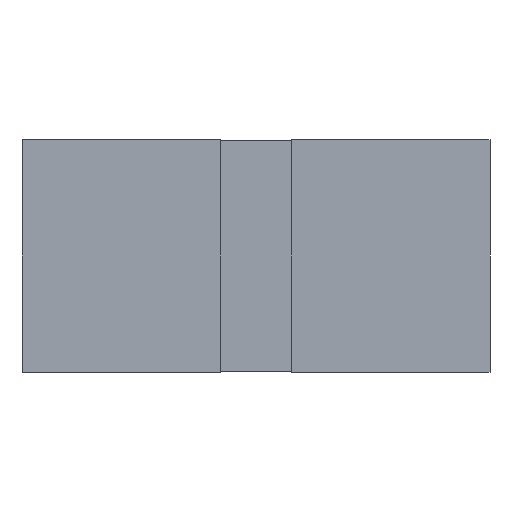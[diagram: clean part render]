
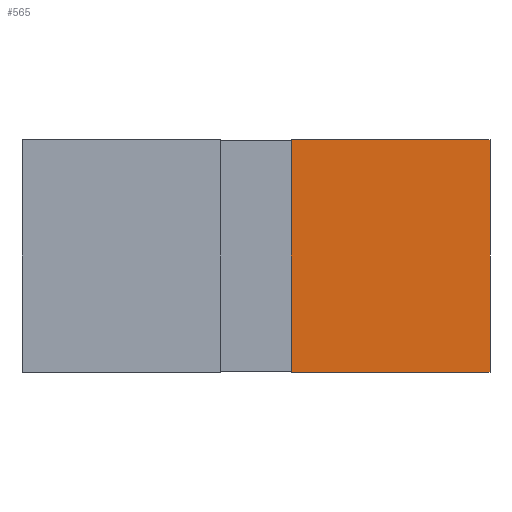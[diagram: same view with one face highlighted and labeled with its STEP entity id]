
A CAD part, front view. The second image highlights one B-rep face of the part: STEP entity #565.
In plain terms, the highlighted planar face has unit normal (0, -1, 0).
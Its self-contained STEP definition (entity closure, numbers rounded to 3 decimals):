
#25=FACE_OUTER_BOUND('',#57,.T.);
#57=EDGE_LOOP('',(#381,#382,#383,#384));
#95=LINE('',#819,#167);
#103=LINE('',#834,#175);
#104=LINE('',#837,#176);
#105=LINE('',#838,#177);
#167=VECTOR('',#677,10.);
#175=VECTOR('',#687,10.);
#176=VECTOR('',#690,10.);
#177=VECTOR('',#691,10.);
#235=VERTEX_POINT('',#816);
#236=VERTEX_POINT('',#818);
#242=VERTEX_POINT('',#832);
#243=VERTEX_POINT('',#836);
#287=EDGE_CURVE('',#235,#236,#95,.T.);
#295=EDGE_CURVE('',#235,#242,#103,.T.);
#296=EDGE_CURVE('',#243,#242,#104,.T.);
#297=EDGE_CURVE('',#236,#243,#105,.T.);
#381=ORIENTED_EDGE('',*,*,#295,.T.);
#382=ORIENTED_EDGE('',*,*,#296,.F.);
#383=ORIENTED_EDGE('',*,*,#297,.F.);
#384=ORIENTED_EDGE('',*,*,#287,.F.);
#497=PLANE('',#623);
#565=ADVANCED_FACE('',(#25),#497,.T.);
#623=AXIS2_PLACEMENT_3D('',#835,#688,#689);
#677=DIRECTION('',(-1.,0.,0.));
#687=DIRECTION('',(0.,0.,1.));
#688=DIRECTION('center_axis',(0.,-1.,0.));
#689=DIRECTION('ref_axis',(1.,0.,0.));
#690=DIRECTION('',(1.,0.,0.));
#691=DIRECTION('',(0.,0.,1.));
#816=CARTESIAN_POINT('',(6.336,-0.014,-3.136));
#818=CARTESIAN_POINT('',(3.636,-0.014,-3.136));
#819=CARTESIAN_POINT('',(3.636,-0.014,-3.136));
#832=CARTESIAN_POINT('',(6.336,-0.014,0.014));
#834=CARTESIAN_POINT('',(6.336,-0.014,0.));
#835=CARTESIAN_POINT('Origin',(3.636,-0.014,0.));
#836=CARTESIAN_POINT('',(3.636,-0.014,0.014));
#837=CARTESIAN_POINT('',(3.636,-0.014,0.014));
#838=CARTESIAN_POINT('',(3.636,-0.014,0.));
